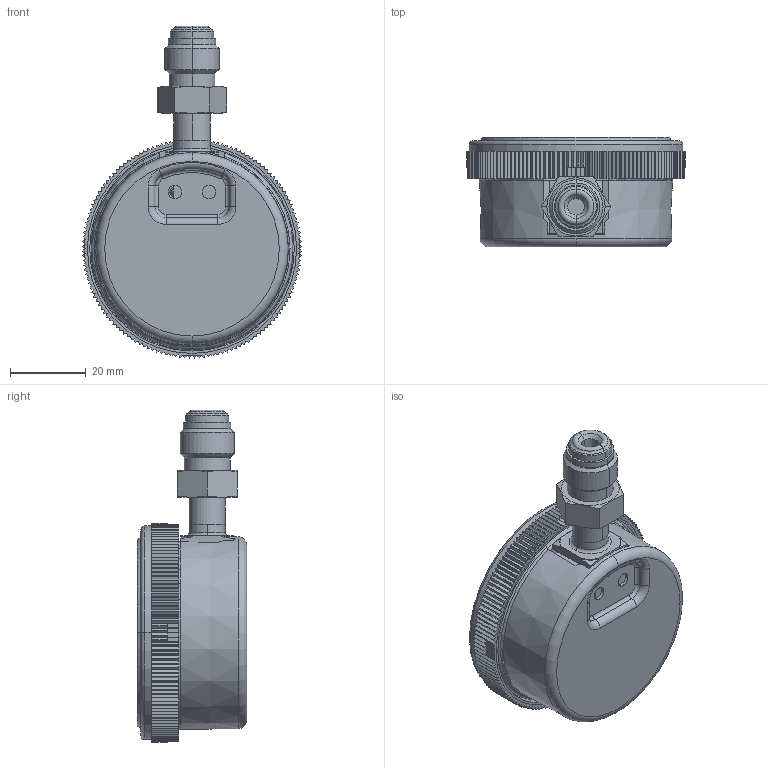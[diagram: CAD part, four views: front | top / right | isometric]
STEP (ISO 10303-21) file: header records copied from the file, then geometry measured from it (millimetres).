
FILE_DESCRIPTION((''),'2;1');
FILE_NAME('52255000_______________287593_ASM','2012-09-05T',('BourboD'),(''),'PRO/ENGINEER BY PARAMETRIC TECHNOLOGY CORPORATION, 2010040','PRO/ENGINEER BY PARAMETRIC TECHNOLOGY CORPORATION, 2010040','');
FILE_SCHEMA(('CONFIG_CONTROL_DESIGN'));
Products named in the file (10): 50202740_______________74455; 1631942________________74457; 36919__________________74459; 1X1_XX_2_LM____________74462; 1160818________________74463; 50203291_______________74454_ASM; 11196638_______________1272595; GLAND_WIC______________78228; 2209004; 52255000_______________287593_ASM
Assembly tree (10 placements, depth 3):
  52255000_______________287593_ASM
    50203291_______________74454_ASM
      50202740_______________74455
      1631942________________74457
      36919__________________74459  x2
      1X1_XX_2_LM____________74462
      1160818________________74463
    11196638_______________1272595
    GLAND_WIC______________78228
    2209004
Bounding box: 57.79 x 29 x 87.79 mm (x, y, z)
Volume: 20122.8 mm3; surface area: 33892.2 mm2
Topology: 9 solids, 13 shells, 850 faces, 2327 edges, 1526 vertices
Faces by surface type: plane 474, cylinder 259, cone 51, torus 48, bspline 16, sphere 2
Entity records: 27472 total; most frequent: CARTESIAN_POINT 5838, ORIENTED_EDGE 4546, DIRECTION 4413, EDGE_CURVE 2277, VECTOR 1535, LINE 1535, VERTEX_POINT 1498, AXIS2_PLACEMENT_3D 1439
